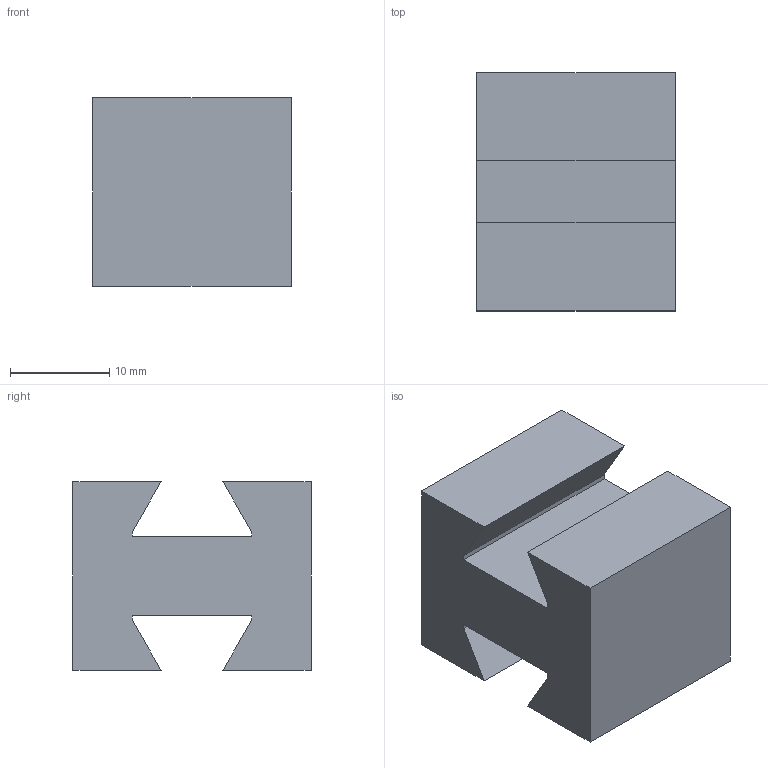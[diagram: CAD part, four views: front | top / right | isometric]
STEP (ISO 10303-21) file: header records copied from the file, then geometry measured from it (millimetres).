
FILE_DESCRIPTION(('STEP AP214'),'1');
FILE_NAME('cctmp_55B553B8-57C8-40E3-AB55-708EB0E30EA0_2025_01_15_13_52_54_0885_2116..stp','2025-01-15T12:52:55',('Bosch Rexroth AG'),('CADClick - www.CADClick.com'),'Spatial InterOp 3D',' ','unknown authorization - (Healing Option Enabled)');
FILE_SCHEMA(('AUTOMOTIVE_DESIGN'));
Length unit declared in the file: millimetre
Products named in the file (1): 2025_01_15_13_52_54_0861
Bounding box: 20 x 24 x 19 mm (x, y, z)
Volume: 7057.4 mm3; surface area: 3158.6 mm2
Topology: 1 solids, 1 shells, 18 faces, 48 edges, 32 vertices
Faces by surface type: plane 18
Entity records: 720 total; most frequent: CARTESIAN_POINT 99, ORIENTED_EDGE 96, DIRECTION 86, EDGE_CURVE 48, LINE 48, VECTOR 48, VERTEX_POINT 32, STYLED_ITEM 19
